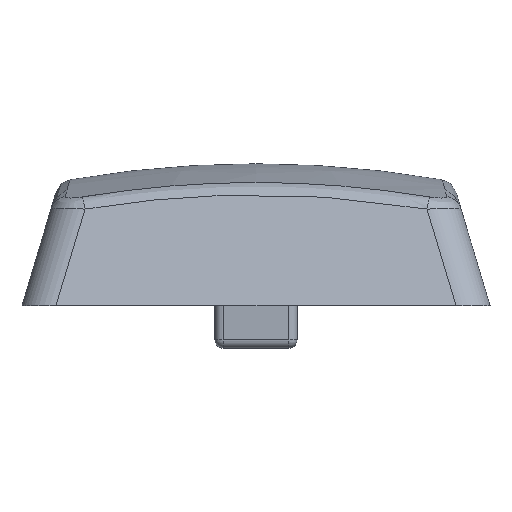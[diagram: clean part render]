
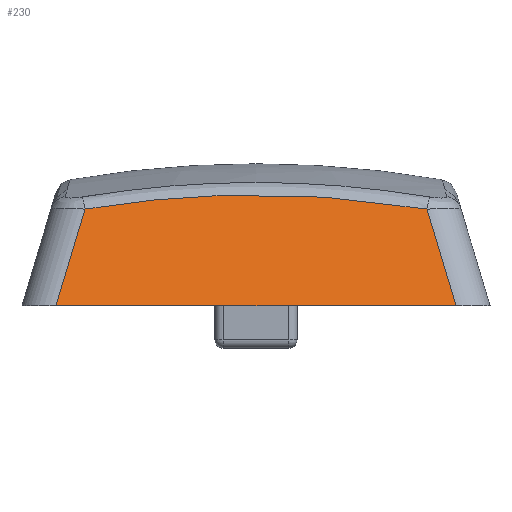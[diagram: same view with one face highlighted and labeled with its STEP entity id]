
A CAD part, left-side view. The second image highlights one B-rep face of the part: STEP entity #230.
In plain terms, the highlighted planar face has unit normal (-0.958, 0, 0.287).
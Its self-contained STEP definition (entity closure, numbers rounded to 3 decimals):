
#110=CARTESIAN_POINT('',(9.25,-149.053,-2.5));
#111=VERTEX_POINT('',#110);
#119=CARTESIAN_POINT('',(9.25,-134.947,-2.5));
#120=VERTEX_POINT('',#119);
#121=CARTESIAN_POINT('',(9.25,-134.947,-2.5));
#122=DIRECTION('',(-0.,-1.,-0.));
#123=VECTOR('',#122,14.105);
#124=LINE('',#121,#123);
#125=EDGE_CURVE('',#120,#111,#124,.T.);
#184=CARTESIAN_POINT('',(9.972,-142.,-0.092));
#185=DIRECTION('',(-0.958,0.,0.287));
#186=DIRECTION('',(0.287,0.,0.958));
#187=AXIS2_PLACEMENT_3D('',#184,#185,#186);
#188=PLANE('',#187);
#189=CARTESIAN_POINT('',(10.271,-148.032,0.904));
#190=VERTEX_POINT('',#189);
#191=CARTESIAN_POINT('',(9.25,-149.053,-2.5));
#192=DIRECTION('',(0.276,0.276,0.921));
#193=VECTOR('',#192,3.697);
#194=LINE('',#191,#193);
#195=EDGE_CURVE('',#111,#190,#194,.T.);
#196=ORIENTED_EDGE('',*,*,#195,.T.);
#197=CARTESIAN_POINT('',(10.271,-135.968,0.904));
#198=VERTEX_POINT('',#197);
#199=CARTESIAN_POINT('',(10.271,-148.032,0.904));
#200=CARTESIAN_POINT('',(10.295,-147.531,0.982));
#201=CARTESIAN_POINT('',(10.317,-147.03,1.056));
#202=CARTESIAN_POINT('',(10.336,-146.529,1.12));
#203=CARTESIAN_POINT('',(10.355,-146.028,1.183));
#204=CARTESIAN_POINT('',(10.371,-145.527,1.237));
#205=CARTESIAN_POINT('',(10.384,-145.025,1.279));
#206=CARTESIAN_POINT('',(10.409,-144.021,1.365));
#207=CARTESIAN_POINT('',(10.422,-143.017,1.408));
#208=CARTESIAN_POINT('',(10.422,-142.011,1.408));
#209=CARTESIAN_POINT('',(10.422,-141.005,1.408));
#210=CARTESIAN_POINT('',(10.41,-139.997,1.366));
#211=CARTESIAN_POINT('',(10.384,-138.989,1.281));
#212=CARTESIAN_POINT('',(10.371,-138.485,1.238));
#213=CARTESIAN_POINT('',(10.355,-137.98,1.184));
#214=CARTESIAN_POINT('',(10.336,-137.476,1.12));
#215=CARTESIAN_POINT('',(10.317,-136.972,1.056));
#216=CARTESIAN_POINT('',(10.295,-136.47,0.982));
#217=CARTESIAN_POINT('',(10.271,-135.968,0.904));
#218=B_SPLINE_CURVE_WITH_KNOTS('',3,(#199,#200,#201,#202,#203,#204,#205,#206,#207,#208,#209,#210,#211,#212,#213,#214,#215,#216,#217),.UNSPECIFIED.,.F.,.F.,(4,3,3,3,3,3,4),(-0.,0.002,0.003,0.006,0.009,0.011,0.012),.UNSPECIFIED.);
#219=EDGE_CURVE('',#190,#198,#218,.T.);
#220=ORIENTED_EDGE('',*,*,#219,.T.);
#221=CARTESIAN_POINT('',(10.271,-135.968,0.904));
#222=DIRECTION('',(-0.276,0.276,-0.921));
#223=VECTOR('',#222,3.697);
#224=LINE('',#221,#223);
#225=EDGE_CURVE('',#198,#120,#224,.T.);
#226=ORIENTED_EDGE('',*,*,#225,.T.);
#227=ORIENTED_EDGE('',*,*,#125,.T.);
#228=EDGE_LOOP('',(#196,#220,#226,#227));
#229=FACE_BOUND('',#228,.T.);
#230=ADVANCED_FACE('',(#229),#188,.T.);
